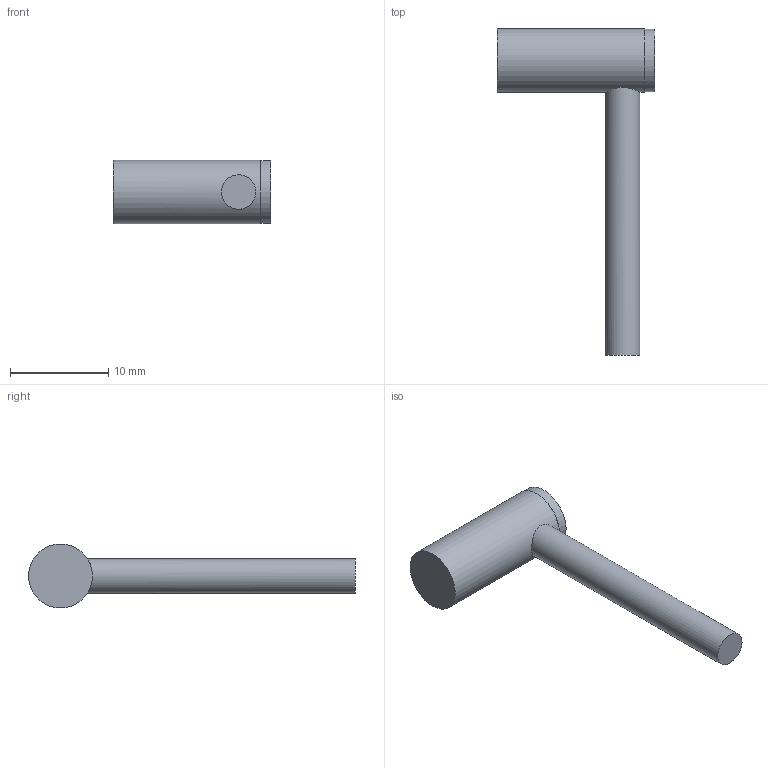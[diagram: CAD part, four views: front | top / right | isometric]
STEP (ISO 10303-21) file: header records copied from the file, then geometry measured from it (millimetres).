
FILE_DESCRIPTION(/* description */ (''),/* implementation_level */ '2;1');
FILE_NAME(/* name */ 'IB06A425.stp',/* time_stamp */ '2016-09-29T15:31:26+02:00',/* author */ ('mitarbeiter'),/* organization */ (''),/* preprocessor_version */ 'ST-DEVELOPER v15.2',/* originating_system */ 'Autodesk Inventor 2014',/* authorisation */ '');
FILE_SCHEMA (('AUTOMOTIVE_DESIGN { 1 0 10303 214 3 1 1 }'));
Length unit declared in the file: millimetre
Products named in the file (1): IB06A425
Bounding box: 16 x 33.25 x 6.5 mm (x, y, z)
Volume: 788.5 mm3; surface area: 689.3 mm2
Topology: 1 solids, 1 shells, 7 faces, 12 edges, 8 vertices
Faces by surface type: plane 4, cylinder 3
Full cylindrical faces by diameter (mm): 3.5 x1, 6.4 x1, 6.5 x1
Entity records: 199 total; most frequent: CARTESIAN_POINT 59, DIRECTION 26, ORIENTED_EDGE 16, AXIS2_PLACEMENT_3D 13, EDGE_LOOP 12, VERTEX_POINT 8, EDGE_CURVE 8, FACE_OUTER_BOUND 7
